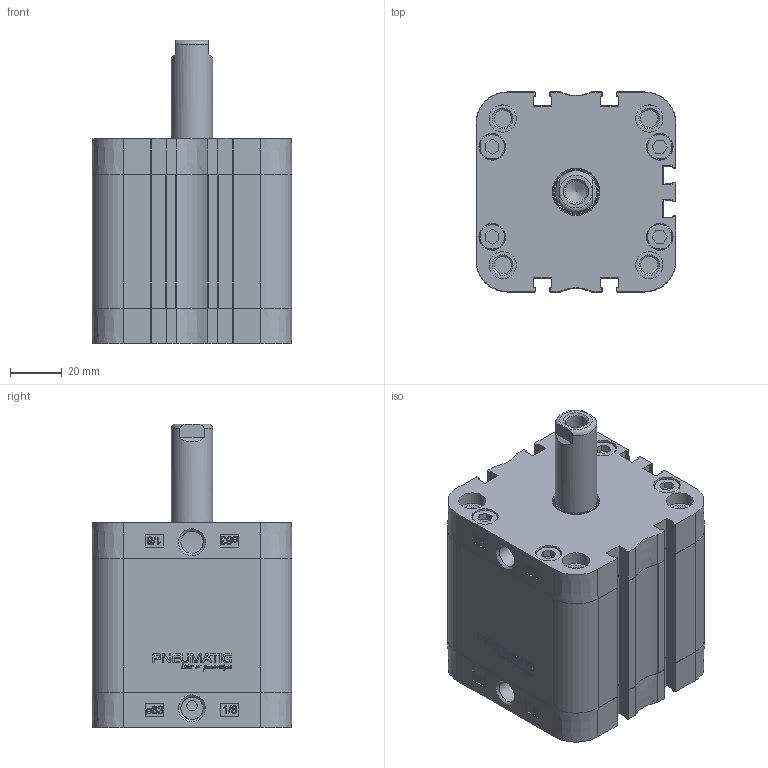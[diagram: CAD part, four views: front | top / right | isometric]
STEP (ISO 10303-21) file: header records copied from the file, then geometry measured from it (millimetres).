
FILE_DESCRIPTION(/* description */ (''),/* implementation_level */ '2;1');
FILE_NAME(/* name */ 'C-D-63-1000-R.stp',/* time_stamp */ '2016-02-04T13:38:44+01:00',/* author */ (''),/* organization */ (''),/* preprocessor_version */ 'ST-DEVELOPER v15.2',/* originating_system */ 'Autodesk Translator Framework v2.0.0.5431',/* authorisation */ '');
FILE_SCHEMA (('AUTOMOTIVE_DESIGN { 1 0 10303 214 3 1 1 }'));
Length unit declared in the file: centimetre
Products named in the file (1): (Unsaved)
Bounding box: 77 x 77 x 117 mm (x, y, z)
Volume: 278399 mm3; surface area: 76655.4 mm2
Topology: 4 solids, 4 shells, 1547 faces, 4207 edges, 2765 vertices
Faces by surface type: bspline 775, plane 515, cylinder 202, cone 36, torus 19
Full cylindrical faces by diameter (mm): 4 x1, 6.647 x9, 8.376 x1, 8.566 x2, 9.8 x8, 10.3 x8, 10.5 x8, 12 x1, 16 x1, 16.54 x1, 17.7 x1, 18 x1, 20.5 x1, 63 x1
Entity records: 55055 total; most frequent: CARTESIAN_POINT 21337, ORIENTED_EDGE 8264, DIRECTION 4553, EDGE_CURVE 4112, VERTEX_POINT 2757, LINE 2081, VECTOR 2081, EDGE_LOOP 1735
